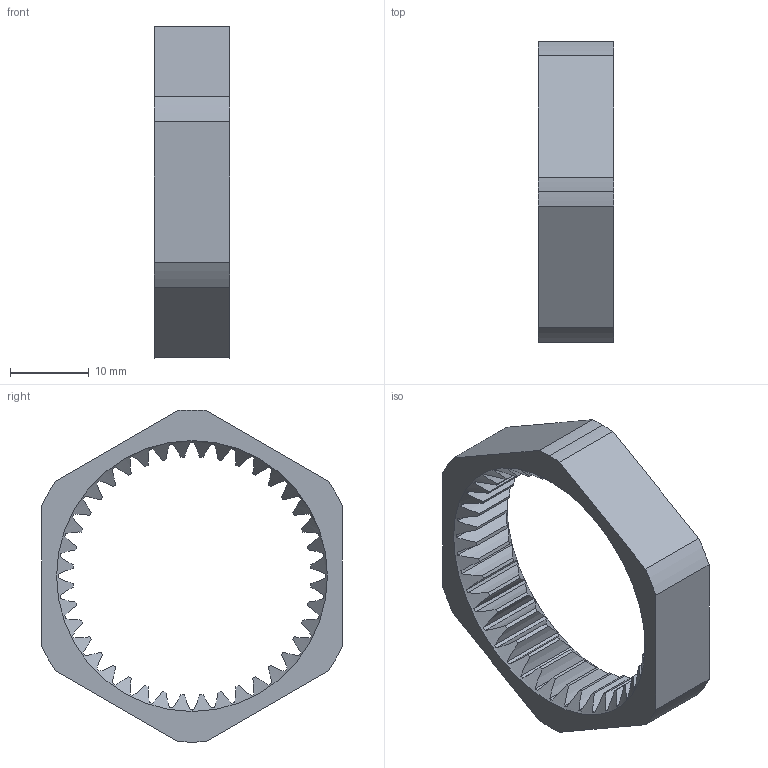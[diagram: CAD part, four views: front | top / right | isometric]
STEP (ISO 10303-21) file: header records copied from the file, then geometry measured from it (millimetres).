
FILE_DESCRIPTION (( 'STEP AP214' ), '1' );
FILE_NAME ('am-0043 AMP Ring Gear, 40 Tooth, 32 dp.STEP', '2014-08-20T20:28:23', ( '' ), ( '' ), 'SwSTEP 2.0', 'SolidWorks 2014', '' );
FILE_SCHEMA (( 'AUTOMOTIVE_DESIGN' ));
Length unit declared in the file: inch
Products named in the file (1): am-0043 AMP Ring Gear, 40 Tooth, 32 dp
Bounding box: 9.53 x 38.1 x 42.03 mm (x, y, z)
Volume: 4028 mm3; surface area: 3594.7 mm2
Topology: 1 solids, 1 shells, 184 faces, 544 edges, 362 vertices
Faces by surface type: cylinder 172, plane 8, cone 4
Entity records: 6406 total; most frequent: CARTESIAN_POINT 1595, ORIENTED_EDGE 1088, DIRECTION 928, EDGE_CURVE 544, AXIS2_PLACEMENT_3D 367, VERTEX_POINT 362, VECTOR 194, LINE 194
